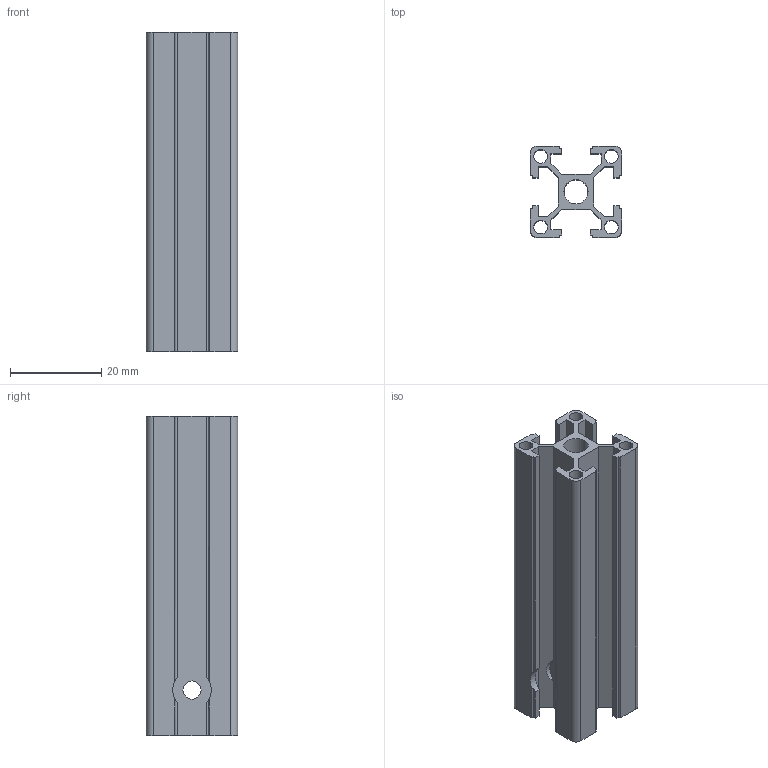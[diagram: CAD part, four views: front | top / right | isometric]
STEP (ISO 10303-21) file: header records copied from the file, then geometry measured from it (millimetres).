
FILE_DESCRIPTION (( 'STEP AP214' ), '1' );
FILE_NAME ('2020欧标铝型材_长65_摩擦轮上梁 4个.STEP', '2023-07-18T05:58:10', ( '' ), ( '' ), 'SwSTEP 2.0', 'SolidWorks 2022', '' );
FILE_SCHEMA (( 'AUTOMOTIVE_DESIGN' ));
Length unit declared in the file: millimetre
Products named in the file (1): 2020欧标铝型材_长65_摩擦轮上梁 4个
Bounding box: 20 x 20 x 70 mm (x, y, z)
Volume: 9036.9 mm3; surface area: 14748.9 mm2
Topology: 1 solids, 1 shells, 100 faces, 296 edges, 196 vertices
Faces by surface type: plane 68, cylinder 32
Entity records: 4404 total; most frequent: CARTESIAN_POINT 751, ORIENTED_EDGE 592, DIRECTION 546, EDGE_CURVE 296, VECTOR 228, LINE 228, VERTEX_POINT 196, AXIS2_PLACEMENT_3D 159
